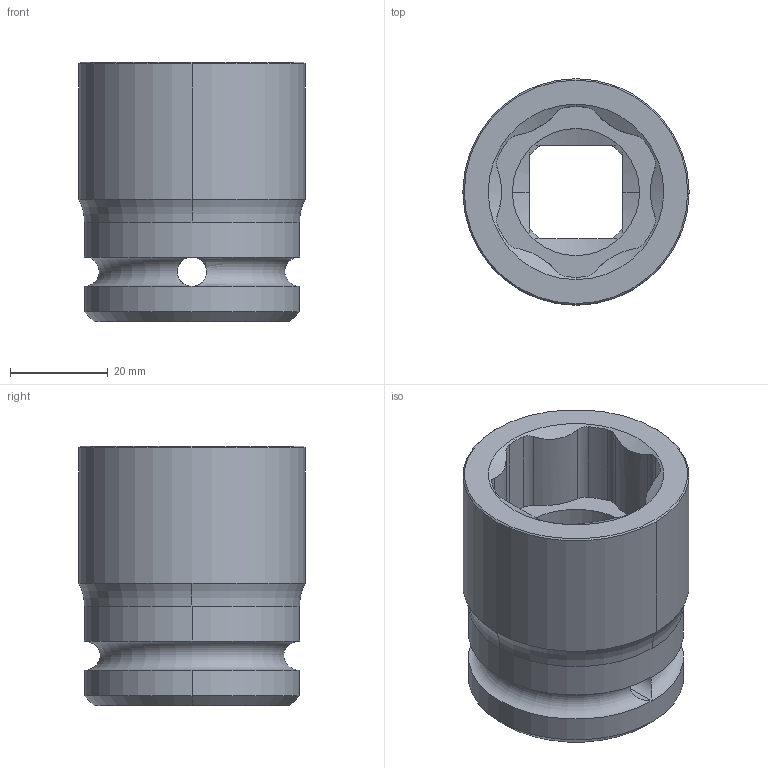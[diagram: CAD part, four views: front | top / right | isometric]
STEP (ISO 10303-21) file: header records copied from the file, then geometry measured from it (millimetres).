
FILE_DESCRIPTION((''),'2;1');
FILE_NAME('4027150830','2023-08-22T10:28:47',('A00565553'),(''),'CREO PARAMETRIC BY PTC INC, 2022414','CREO PARAMETRIC BY PTC INC, 2022414','');
FILE_SCHEMA(('CONFIG_CONTROL_DESIGN','GEOMETRIC_VALIDATION_PROPERTIES_MIM'));
Length unit declared in the file: millimetre
Products named in the file (1): 4027150830
Bounding box: 46.3 x 46.3 x 53 mm (x, y, z)
Volume: 52504.3 mm3; surface area: 14926.5 mm2
Topology: 1 solids, 1 shells, 71 faces, 186 edges, 116 vertices
Faces by surface type: cylinder 40, plane 15, cone 12, torus 4
Entity records: 2488 total; most frequent: CARTESIAN_POINT 617, DIRECTION 374, ORIENTED_EDGE 372, EDGE_CURVE 186, AXIS2_PLACEMENT_3D 153, VERTEX_POINT 116, CIRCLE 82, EDGE_LOOP 76
